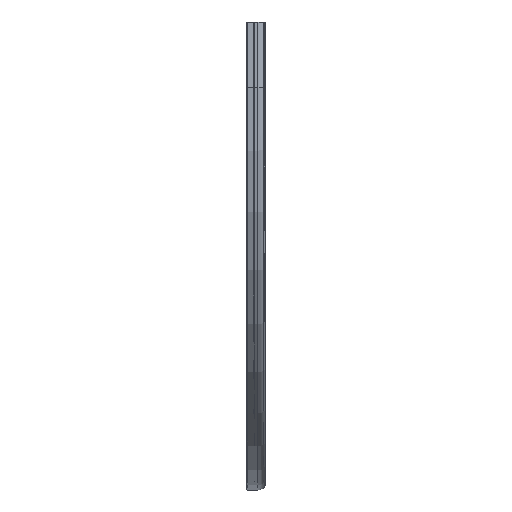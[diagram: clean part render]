
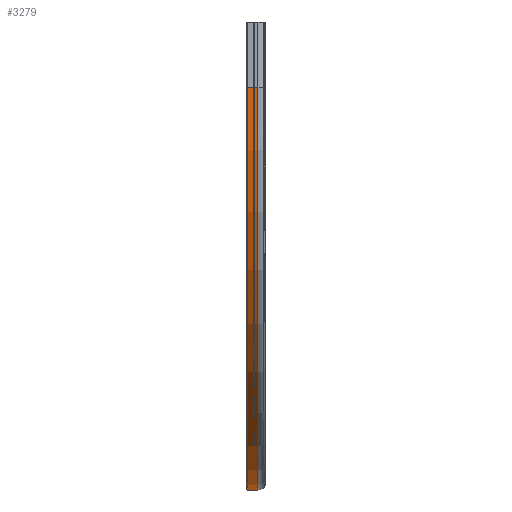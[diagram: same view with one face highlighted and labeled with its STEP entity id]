
A CAD part, left-side view. The second image highlights one B-rep face of the part: STEP entity #3279.
In plain terms, the highlighted cylindrical face has radius 920.5 mm (diameter 1841 mm), a partial arc.
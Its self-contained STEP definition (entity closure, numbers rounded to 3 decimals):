
#219 = CARTESIAN_POINT ( 'NONE',  ( 900., -4.978, 0. ) ) ;
#308 = CARTESIAN_POINT ( 'NONE',  ( 900., -4.978, -920.5 ) ) ;
#317 = EDGE_CURVE ( 'NONE', #2510, #2292, #3719, .T. ) ;
#399 = VECTOR ( 'NONE', #5019, 1000. ) ;
#583 = AXIS2_PLACEMENT_3D ( 'NONE', #4030, #1283, #863 ) ;
#603 = DIRECTION ( 'NONE',  ( 0., 1., 0. ) ) ;
#863 = DIRECTION ( 'NONE',  ( 0., 0., 1. ) ) ;
#1098 = CARTESIAN_POINT ( 'NONE',  ( -20.5, -4.978, 0. ) ) ;
#1283 = DIRECTION ( 'NONE',  ( 0., 1., 0. ) ) ;
#1335 = EDGE_CURVE ( 'NONE', #2846, #2487, #2152, .T. ) ;
#1453 = LINE ( 'NONE', #2543, #399 ) ;
#1723 = ORIENTED_EDGE ( 'NONE', *, *, #1335, .F. ) ;
#1740 = FACE_OUTER_BOUND ( 'NONE', #4852, .T. ) ;
#1893 = DIRECTION ( 'NONE',  ( 0., 1., 0. ) ) ;
#2152 = CIRCLE ( 'NONE', #3541, 920.5 ) ;
#2292 = VERTEX_POINT ( 'NONE', #1098 ) ;
#2487 = VERTEX_POINT ( 'NONE', #3163 ) ;
#2510 = VERTEX_POINT ( 'NONE', #308 ) ;
#2543 = CARTESIAN_POINT ( 'NONE',  ( -20.5, 21., 0. ) ) ;
#2607 = EDGE_CURVE ( 'NONE', #2510, #2846, #3384, .T. ) ;
#2651 = DIRECTION ( 'NONE',  ( 0., 0., 1. ) ) ;
#2846 = VERTEX_POINT ( 'NONE', #5026 ) ;
#3014 = ORIENTED_EDGE ( 'NONE', *, *, #317, .T. ) ;
#3163 = CARTESIAN_POINT ( 'NONE',  ( -20.5, 20., 0. ) ) ;
#3279 = ADVANCED_FACE ( 'NONE', ( #1740 ), #4273, .T. ) ;
#3315 = DIRECTION ( 'NONE',  ( 0., 0., 1. ) ) ;
#3384 = LINE ( 'NONE', #4080, #4630 ) ;
#3541 = AXIS2_PLACEMENT_3D ( 'NONE', #4257, #1893, #2651 ) ;
#3719 = CIRCLE ( 'NONE', #3994, 920.5 ) ;
#3994 = AXIS2_PLACEMENT_3D ( 'NONE', #219, #603, #3315 ) ;
#4030 = CARTESIAN_POINT ( 'NONE',  ( 900., 0., 0. ) ) ;
#4069 = EDGE_CURVE ( 'NONE', #2487, #2292, #1453, .T. ) ;
#4080 = CARTESIAN_POINT ( 'NONE',  ( 900., -4.978, -920.5 ) ) ;
#4151 = ORIENTED_EDGE ( 'NONE', *, *, #4069, .F. ) ;
#4204 = ORIENTED_EDGE ( 'NONE', *, *, #2607, .F. ) ;
#4257 = CARTESIAN_POINT ( 'NONE',  ( 900., 20., 0. ) ) ;
#4273 = CYLINDRICAL_SURFACE ( 'NONE', #583, 920.5 ) ;
#4445 = DIRECTION ( 'NONE',  ( 0., 1., 0. ) ) ;
#4630 = VECTOR ( 'NONE', #4445, 1000. ) ;
#4852 = EDGE_LOOP ( 'NONE', ( #1723, #4204, #3014, #4151 ) ) ;
#5019 = DIRECTION ( 'NONE',  ( 0., -1., 0. ) ) ;
#5026 = CARTESIAN_POINT ( 'NONE',  ( 900., 20., -920.5 ) ) ;
